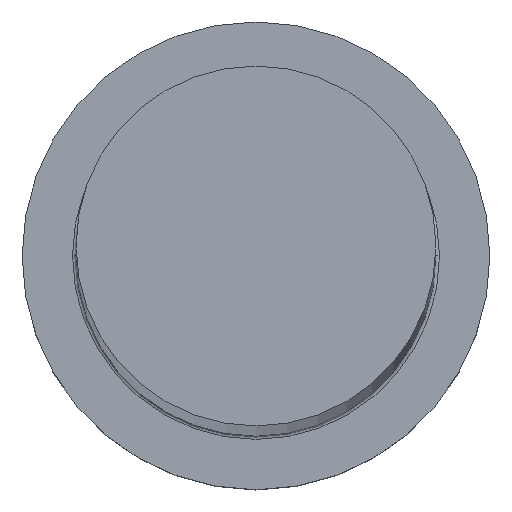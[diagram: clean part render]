
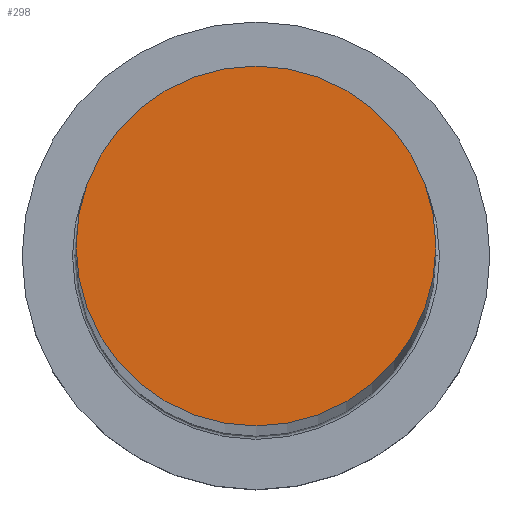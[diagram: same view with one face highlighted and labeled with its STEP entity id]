
A CAD part, top view. The second image highlights one B-rep face of the part: STEP entity #298.
In plain terms, the highlighted planar face has unit normal (0, 0, 1).
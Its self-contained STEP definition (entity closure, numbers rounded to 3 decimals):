
#10 = VERTEX_POINT ( 'NONE', #57 ) ;
#28 = PLANE ( 'NONE',  #222 ) ;
#45 = DIRECTION ( 'NONE',  ( 0., 0., 1. ) ) ;
#57 = CARTESIAN_POINT ( 'NONE',  ( -10., 0., 323. ) ) ;
#122 = EDGE_CURVE ( 'NONE', #217, #10, #244, .T. ) ;
#132 = AXIS2_PLACEMENT_3D ( 'NONE', #163, #275, #252 ) ;
#156 = EDGE_CURVE ( 'NONE', #10, #217, #296, .T. ) ;
#163 = CARTESIAN_POINT ( 'NONE',  ( 0., 0., 323. ) ) ;
#170 = FACE_OUTER_BOUND ( 'NONE', #294, .T. ) ;
#172 = AXIS2_PLACEMENT_3D ( 'NONE', #223, #45, #209 ) ;
#185 = CARTESIAN_POINT ( 'NONE',  ( 10., 0., 323. ) ) ;
#209 = DIRECTION ( 'NONE',  ( 1., 0., 0. ) ) ;
#217 = VERTEX_POINT ( 'NONE', #185 ) ;
#219 = ORIENTED_EDGE ( 'NONE', *, *, #122, .T. ) ;
#222 = AXIS2_PLACEMENT_3D ( 'NONE', #261, #260, #287 ) ;
#223 = CARTESIAN_POINT ( 'NONE',  ( 0., 0., 323. ) ) ;
#244 = CIRCLE ( 'NONE', #132, 10. ) ;
#247 = ORIENTED_EDGE ( 'NONE', *, *, #156, .T. ) ;
#252 = DIRECTION ( 'NONE',  ( 1., 0., 0. ) ) ;
#260 = DIRECTION ( 'NONE',  ( 0., 0., 1. ) ) ;
#261 = CARTESIAN_POINT ( 'NONE',  ( 0., 0., 323. ) ) ;
#275 = DIRECTION ( 'NONE',  ( 0., 0., 1. ) ) ;
#287 = DIRECTION ( 'NONE',  ( 1., 0., 0. ) ) ;
#294 = EDGE_LOOP ( 'NONE', ( #247, #219 ) ) ;
#296 = CIRCLE ( 'NONE', #172, 10. ) ;
#298 = ADVANCED_FACE ( 'NONE', ( #170 ), #28, .T. ) ;
